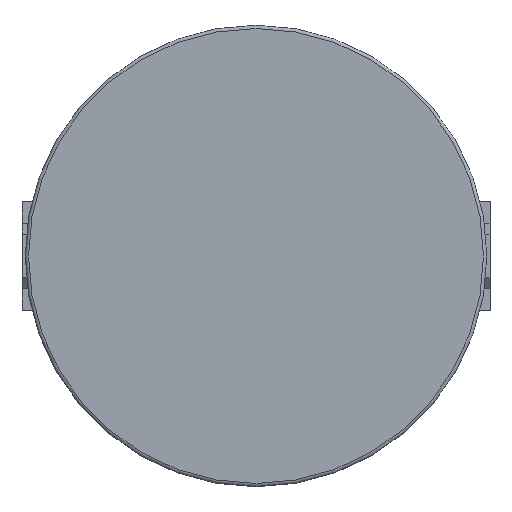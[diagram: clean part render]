
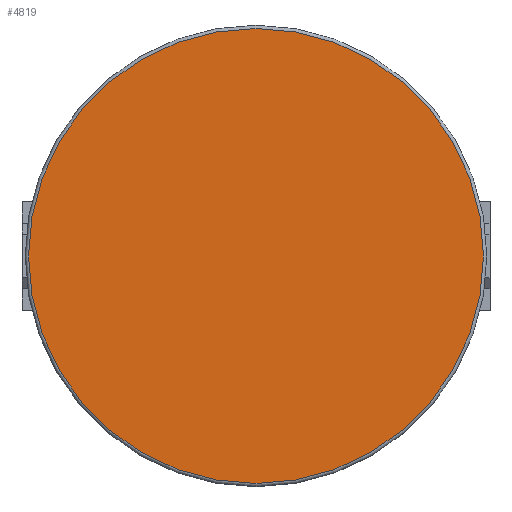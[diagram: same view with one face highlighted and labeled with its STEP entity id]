
A CAD part, left-side view. The second image highlights one B-rep face of the part: STEP entity #4819.
In plain terms, the highlighted planar face has unit normal (-1, 0, 0).
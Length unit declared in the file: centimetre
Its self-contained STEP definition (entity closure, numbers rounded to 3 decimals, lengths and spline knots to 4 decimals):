
#628=CIRCLE('',#5368,4.18);
#917=FACE_OUTER_BOUND('',#1238,.T.);
#1238=EDGE_LOOP('',(#3868));
#2133=VERTEX_POINT('',#8488);
#2725=EDGE_CURVE('',#2133,#2133,#628,.T.);
#3868=ORIENTED_EDGE('',*,*,#2725,.T.);
#4291=PLANE('',#5369);
#4819=ADVANCED_FACE('',(#917),#4291,.T.);
#5368=AXIS2_PLACEMENT_3D('',#8489,#6629,#6630);
#5369=AXIS2_PLACEMENT_3D('',#8490,#6631,#6632);
#6629=DIRECTION('center_axis',(-1.,0.,0.));
#6630=DIRECTION('ref_axis',(0.,1.,0.));
#6631=DIRECTION('center_axis',(-1.,0.,0.));
#6632=DIRECTION('ref_axis',(0.,0.,
1.));
#8488=CARTESIAN_POINT('',(-3.33,-4.18,0.));
#8489=CARTESIAN_POINT('Origin',(-3.33,0.,0.));
#8490=CARTESIAN_POINT('Origin',(-3.33,-3.65,0.));
